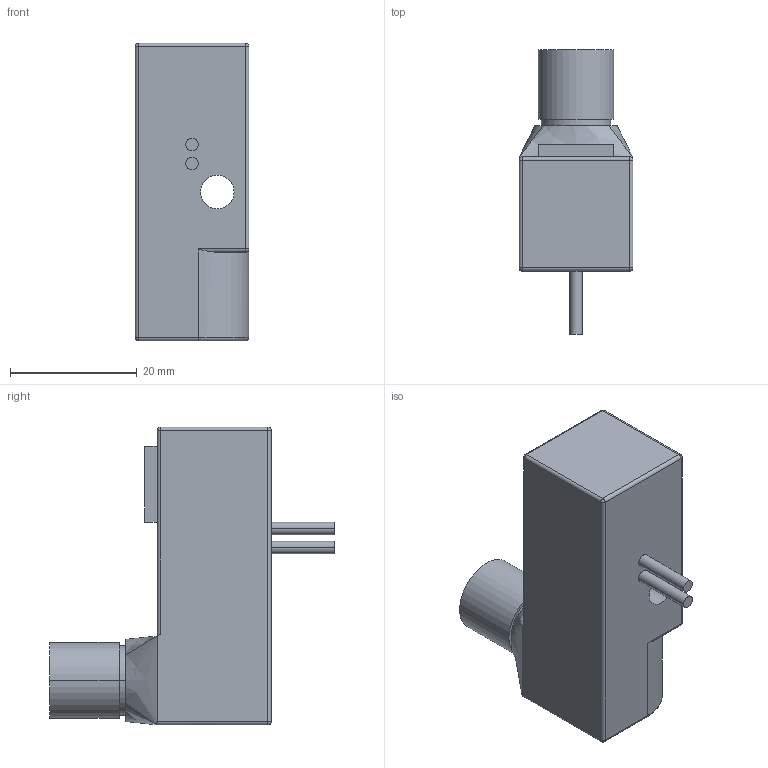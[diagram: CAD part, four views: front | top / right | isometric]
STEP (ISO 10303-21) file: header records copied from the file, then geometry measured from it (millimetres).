
FILE_DESCRIPTION((''),'2;1');
FILE_NAME('DM_CAD-0329','2014-02-12T',('creinig-se'),(''),'PRO/ENGINEER BY PARAMETRIC TECHNOLOGY CORPORATION, 2013050','PRO/ENGINEER BY PARAMETRIC TECHNOLOGY CORPORATION, 2013050','');
FILE_SCHEMA(('CONFIG_CONTROL_DESIGN'));
Length unit declared in the file: millimetre
Products named in the file (1): DM_CAD-0329
Bounding box: 18 x 45 x 47 mm (x, y, z)
Volume: 17091.5 mm3; surface area: 5044.2 mm2
Topology: 1 solids, 1 shells, 60 faces, 145 edges, 86 vertices
Faces by surface type: cylinder 28, plane 20, sphere 6, bspline 4, torus 2
Entity records: 2539 total; most frequent: CARTESIAN_POINT 551, DIRECTION 283, ORIENTED_EDGE 278, PRESENTATION_STYLE_ASSIGNMENT 152, STYLED_ITEM 140, CURVE_STYLE 139, EDGE_CURVE 139, AXIS2_PLACEMENT_3D 108
